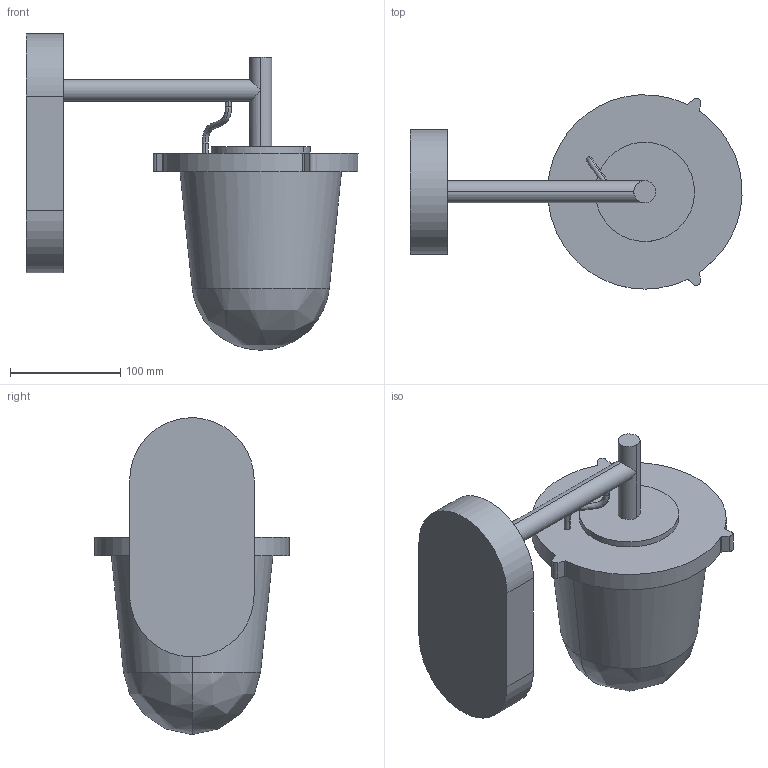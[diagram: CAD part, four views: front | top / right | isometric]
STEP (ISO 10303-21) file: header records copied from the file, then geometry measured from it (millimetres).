
FILE_DESCRIPTION(/* description */ (''),/* implementation_level */ '2;1');
FILE_NAME(/* name */ 'Tolomeo outdoor parete',/* time_stamp */ '2025-08-26T10:44:36+02:00',/* author */ (''),/* organization */ (''),/* preprocessor_version */ 'ST-DEVELOPER v16.5',/* originating_system */ 'Rhino 7.37',/* authorisation */ '');
FILE_SCHEMA (('AUTOMOTIVE_DESIGN'));
Length unit declared in the file: millimetre
Products named in the file (1): Document
Bounding box: 301.09 x 176.12 x 286.73 mm (x, y, z)
Volume: 1312652 mm3; surface area: 307209.1 mm2
Topology: 6 solids, 9 shells, 121 faces, 297 edges, 185 vertices
Faces by surface type: bspline 54, plane 40, cylinder 27
Entity records: 7931 total; most frequent: CARTESIAN_POINT 6089, ORIENTED_EDGE 573, EDGE_CURVE 290, VERTEX_POINT 185, EDGE_LOOP 122, ADVANCED_FACE 121, FACE_OUTER_BOUND 121, B_SPLINE_CURVE_WITH_KNOTS 101
